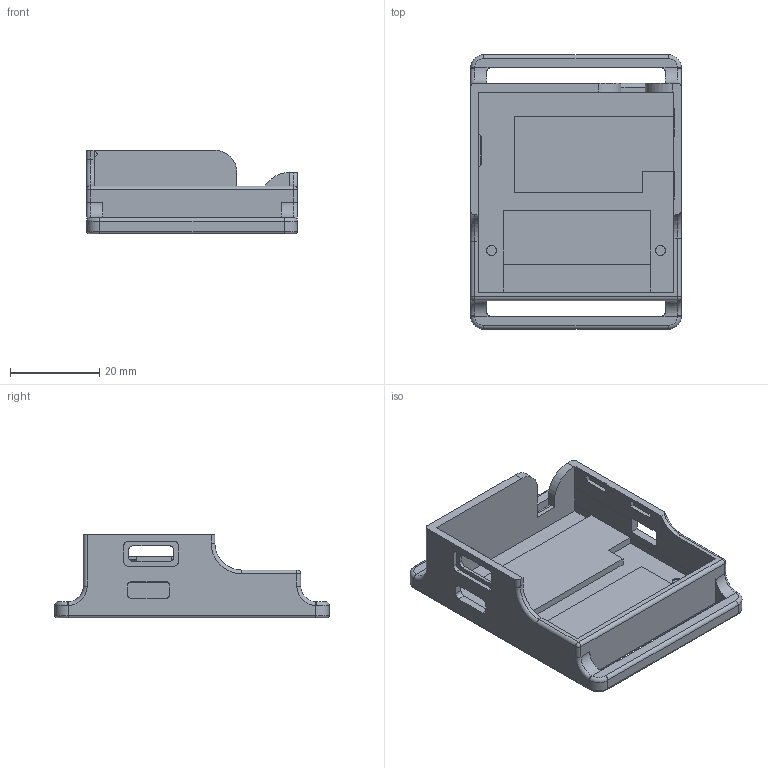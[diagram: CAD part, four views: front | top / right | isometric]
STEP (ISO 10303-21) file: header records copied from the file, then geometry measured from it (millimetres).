
FILE_DESCRIPTION(/* description */ (''),/* implementation_level */ '2;1');
FILE_NAME(/* name */ 'StandardCase.step',/* time_stamp */ '2024-07-15T23:00:47-04:00',/* author */ (''),/* organization */ (''),/* preprocessor_version */ 'ST-DEVELOPER v20',/* originating_system */ 'Autodesk Translation Framework v13.14.0.145',/* authorisation */ '');
FILE_SCHEMA (('AUTOMOTIVE_DESIGN { 1 0 10303 214 3 1 1 }'));
Length unit declared in the file: millimetre
Products named in the file (1): StandardCase
Bounding box: 47.24 x 61.49 x 18.73 mm (x, y, z)
Volume: 9827.9 mm3; surface area: 10768.9 mm2
Topology: 1 solids, 1 shells, 155 faces, 410 edges, 257 vertices
Faces by surface type: plane 77, cylinder 54, torus 18, bspline 4, sphere 2
Full cylindrical faces by diameter (mm): 2.211 x2
Entity records: 4919 total; most frequent: CARTESIAN_POINT 968, DIRECTION 828, ORIENTED_EDGE 820, EDGE_CURVE 410, AXIS2_PLACEMENT_3D 279, LINE 270, VECTOR 270, VERTEX_POINT 257
